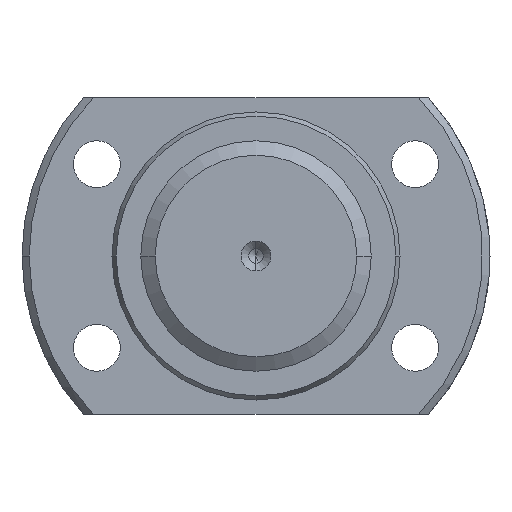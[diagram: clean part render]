
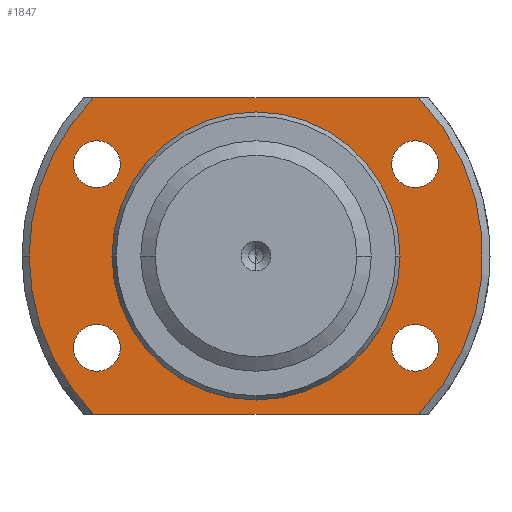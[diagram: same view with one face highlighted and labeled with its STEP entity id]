
A CAD part, left-side view. The second image highlights one B-rep face of the part: STEP entity #1847.
In plain terms, the highlighted planar face has unit normal (-1, 0, 0).
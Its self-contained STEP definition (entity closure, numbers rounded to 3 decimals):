
#4 = DIRECTION ( 'NONE',  ( 1., 0., 0. ) ) ;
#9 = CARTESIAN_POINT ( 'NONE',  ( 13.5, 20., 0. ) ) ;
#18 = EDGE_CURVE ( 'NONE', #1604, #3344, #213, .T. ) ;
#26 = CARTESIAN_POINT ( 'NONE',  ( 13.5, 0., 0. ) ) ;
#120 = ORIENTED_EDGE ( 'NONE', *, *, #3101, .F. ) ;
#155 = AXIS2_PLACEMENT_3D ( 'NONE', #3618, #2513, #487 ) ;
#209 = CARTESIAN_POINT ( 'NONE',  ( 13.5, -20., 0. ) ) ;
#213 = CIRCLE ( 'NONE', #391, 3.25 ) ;
#216 = CIRCLE ( 'NONE', #1466, 3.25 ) ;
#241 = EDGE_CURVE ( 'NONE', #2899, #2876, #1027, .T. ) ;
#266 = VECTOR ( 'NONE', #1555, 1000. ) ;
#391 = AXIS2_PLACEMENT_3D ( 'NONE', #3174, #1449, #3396 ) ;
#419 = VERTEX_POINT ( 'NONE', #1383 ) ;
#427 = CARTESIAN_POINT ( 'NONE',  ( 13.5, 0., 0. ) ) ;
#458 = PLANE ( 'NONE',  #754 ) ;
#464 = CARTESIAN_POINT ( 'NONE',  ( 13.5, 0., 0. ) ) ;
#487 = DIRECTION ( 'NONE',  ( 0., 1., 0. ) ) ;
#498 = EDGE_CURVE ( 'NONE', #2694, #1497, #1885, .T. ) ;
#522 = EDGE_CURVE ( 'NONE', #3099, #2876, #695, .T. ) ;
#525 = CIRCLE ( 'NONE', #820, 3.25 ) ;
#546 = CIRCLE ( 'NONE', #1970, 20. ) ;
#555 = DIRECTION ( 'NONE',  ( 1., 0., 0. ) ) ;
#558 = CARTESIAN_POINT ( 'NONE',  ( 13.5, 25.35, 12.75 ) ) ;
#584 = DIRECTION ( 'NONE',  ( 1., 0., 0. ) ) ;
#695 = CIRCLE ( 'NONE', #1703, 31.5 ) ;
#734 = ORIENTED_EDGE ( 'NONE', *, *, #1597, .T. ) ;
#754 = AXIS2_PLACEMENT_3D ( 'NONE', #209, #1354, #3038 ) ;
#765 = CARTESIAN_POINT ( 'NONE',  ( 13.5, 31.5, 0. ) ) ;
#775 = EDGE_CURVE ( 'NONE', #3294, #2601, #546, .T. ) ;
#786 = EDGE_LOOP ( 'NONE', ( #3126, #1692 ) ) ;
#794 = ORIENTED_EDGE ( 'NONE', *, *, #3277, .T. ) ;
#820 = AXIS2_PLACEMENT_3D ( 'NONE', #1216, #2346, #2681 ) ;
#832 = CARTESIAN_POINT ( 'NONE',  ( 13.5, 22.1, -12.75 ) ) ;
#857 = EDGE_CURVE ( 'NONE', #3344, #1604, #3131, .T. ) ;
#875 = VERTEX_POINT ( 'NONE', #765 ) ;
#887 = ORIENTED_EDGE ( 'NONE', *, *, #522, .F. ) ;
#901 = LINE ( 'NONE', #1483, #1353 ) ;
#962 = ORIENTED_EDGE ( 'NONE', *, *, #857, .T. ) ;
#1002 = ORIENTED_EDGE ( 'NONE', *, *, #18, .T. ) ;
#1027 = LINE ( 'NONE', #2107, #266 ) ;
#1093 = VERTEX_POINT ( 'NONE', #3171 ) ;
#1094 = CARTESIAN_POINT ( 'NONE',  ( 13.5, -18.85, -12.75 ) ) ;
#1215 = DIRECTION ( 'NONE',  ( 1., 0., 0. ) ) ;
#1216 = CARTESIAN_POINT ( 'NONE',  ( 13.5, 22.1, -12.75 ) ) ;
#1221 = ORIENTED_EDGE ( 'NONE', *, *, #2361, .T. ) ;
#1298 = EDGE_CURVE ( 'NONE', #875, #419, #3023, .T. ) ;
#1315 = VERTEX_POINT ( 'NONE', #1094 ) ;
#1353 = VECTOR ( 'NONE', #2560, 1000. ) ;
#1354 = DIRECTION ( 'NONE',  ( 1., 0., 0. ) ) ;
#1383 = CARTESIAN_POINT ( 'NONE',  ( 13.5, 22.544, 22. ) ) ;
#1396 = ORIENTED_EDGE ( 'NONE', *, *, #498, .T. ) ;
#1409 = AXIS2_PLACEMENT_3D ( 'NONE', #1557, #2696, #2620 ) ;
#1449 = DIRECTION ( 'NONE',  ( 1., 0., 0. ) ) ;
#1461 = CIRCLE ( 'NONE', #3547, 3.25 ) ;
#1466 = AXIS2_PLACEMENT_3D ( 'NONE', #3463, #4, #2867 ) ;
#1469 = CIRCLE ( 'NONE', #3200, 31.5 ) ;
#1470 = DIRECTION ( 'NONE',  ( 0., 1., 0. ) ) ;
#1483 = CARTESIAN_POINT ( 'NONE',  ( 13.5, -20., 22. ) ) ;
#1497 = VERTEX_POINT ( 'NONE', #3125 ) ;
#1518 = CARTESIAN_POINT ( 'NONE',  ( 13.5, -22.1, -12.75 ) ) ;
#1520 = EDGE_CURVE ( 'NONE', #1093, #2391, #2542, .T. ) ;
#1547 = EDGE_CURVE ( 'NONE', #1497, #2694, #216, .T. ) ;
#1555 = DIRECTION ( 'NONE',  ( 0., -1., 0. ) ) ;
#1557 = CARTESIAN_POINT ( 'NONE',  ( 13.5, 0., 0. ) ) ;
#1566 = DIRECTION ( 'NONE',  ( 0., 1., 0. ) ) ;
#1597 = EDGE_CURVE ( 'NONE', #2931, #1315, #1770, .T. ) ;
#1604 = VERTEX_POINT ( 'NONE', #2713 ) ;
#1692 = ORIENTED_EDGE ( 'NONE', *, *, #775, .T. ) ;
#1703 = AXIS2_PLACEMENT_3D ( 'NONE', #2015, #3469, #2281 ) ;
#1770 = CIRCLE ( 'NONE', #3258, 3.25 ) ;
#1796 = CARTESIAN_POINT ( 'NONE',  ( 13.5, 18.85, -12.75 ) ) ;
#1847 = ADVANCED_FACE ( 'NONE', ( #2167, #3630, #3054, #1927, #3305, #3012 ), #458, .F. ) ;
#1852 = ORIENTED_EDGE ( 'NONE', *, *, #1520, .T. ) ;
#1885 = CIRCLE ( 'NONE', #3314, 3.25 ) ;
#1927 = FACE_BOUND ( 'NONE', #2651, .T. ) ;
#1932 = EDGE_LOOP ( 'NONE', ( #1396, #2094 ) ) ;
#1970 = AXIS2_PLACEMENT_3D ( 'NONE', #427, #2145, #1566 ) ;
#2015 = CARTESIAN_POINT ( 'NONE',  ( 13.5, 0., 0. ) ) ;
#2044 = CARTESIAN_POINT ( 'NONE',  ( 13.5, -22.544, -22. ) ) ;
#2078 = CARTESIAN_POINT ( 'NONE',  ( 13.5, -20., 0. ) ) ;
#2094 = ORIENTED_EDGE ( 'NONE', *, *, #1547, .T. ) ;
#2095 = DIRECTION ( 'NONE',  ( 0., 1., 0. ) ) ;
#2107 = CARTESIAN_POINT ( 'NONE',  ( 13.5, -20., -22. ) ) ;
#2145 = DIRECTION ( 'NONE',  ( 1., 0., 0. ) ) ;
#2167 = FACE_BOUND ( 'NONE', #1932, .T. ) ;
#2206 = CARTESIAN_POINT ( 'NONE',  ( 13.5, 22.544, -22. ) ) ;
#2215 = EDGE_LOOP ( 'NONE', ( #962, #1002 ) ) ;
#2274 = DIRECTION ( 'NONE',  ( 0., 1., 0. ) ) ;
#2281 = DIRECTION ( 'NONE',  ( 0., 1., 0. ) ) ;
#2288 = EDGE_LOOP ( 'NONE', ( #1221, #734 ) ) ;
#2346 = DIRECTION ( 'NONE',  ( 1., 0., 0. ) ) ;
#2360 = DIRECTION ( 'NONE',  ( 1., 0., 0. ) ) ;
#2361 = EDGE_CURVE ( 'NONE', #1315, #2931, #1461, .T. ) ;
#2389 = CARTESIAN_POINT ( 'NONE',  ( 13.5, -18.85, 12.75 ) ) ;
#2391 = VERTEX_POINT ( 'NONE', #1796 ) ;
#2408 = DIRECTION ( 'NONE',  ( 1., 0., 0. ) ) ;
#2479 = AXIS2_PLACEMENT_3D ( 'NONE', #832, #555, #2274 ) ;
#2511 = DIRECTION ( 'NONE',  ( 0., 1., 0. ) ) ;
#2513 = DIRECTION ( 'NONE',  ( 1., 0., 0. ) ) ;
#2542 = CIRCLE ( 'NONE', #2479, 3.25 ) ;
#2560 = DIRECTION ( 'NONE',  ( 0., -1., 0. ) ) ;
#2601 = VERTEX_POINT ( 'NONE', #9 ) ;
#2611 = CARTESIAN_POINT ( 'NONE',  ( 13.5, 22.1, 12.75 ) ) ;
#2620 = DIRECTION ( 'NONE',  ( 0., 1., 0. ) ) ;
#2651 = EDGE_LOOP ( 'NONE', ( #1852, #794 ) ) ;
#2661 = DIRECTION ( 'NONE',  ( 0., 1., 0. ) ) ;
#2681 = DIRECTION ( 'NONE',  ( 0., 1., 0. ) ) ;
#2694 = VERTEX_POINT ( 'NONE', #558 ) ;
#2696 = DIRECTION ( 'NONE',  ( 1., 0., 0. ) ) ;
#2713 = CARTESIAN_POINT ( 'NONE',  ( 13.5, -25.35, 12.75 ) ) ;
#2740 = CARTESIAN_POINT ( 'NONE',  ( 13.5, -25.35, -12.75 ) ) ;
#2767 = ORIENTED_EDGE ( 'NONE', *, *, #1298, .F. ) ;
#2826 = CARTESIAN_POINT ( 'NONE',  ( 13.5, -22.544, 22. ) ) ;
#2867 = DIRECTION ( 'NONE',  ( 0., 1., 0. ) ) ;
#2868 = EDGE_CURVE ( 'NONE', #2899, #875, #1469, .T. ) ;
#2876 = VERTEX_POINT ( 'NONE', #2044 ) ;
#2882 = CARTESIAN_POINT ( 'NONE',  ( 13.5, -22.1, -12.75 ) ) ;
#2899 = VERTEX_POINT ( 'NONE', #2206 ) ;
#2920 = DIRECTION ( 'NONE',  ( 0., 1., 0. ) ) ;
#2931 = VERTEX_POINT ( 'NONE', #2740 ) ;
#2972 = CIRCLE ( 'NONE', #1409, 20. ) ;
#3012 = FACE_OUTER_BOUND ( 'NONE', #3574, .T. ) ;
#3023 = CIRCLE ( 'NONE', #3490, 31.5 ) ;
#3038 = DIRECTION ( 'NONE',  ( 0., 1., 0. ) ) ;
#3054 = FACE_BOUND ( 'NONE', #2288, .T. ) ;
#3099 = VERTEX_POINT ( 'NONE', #2826 ) ;
#3101 = EDGE_CURVE ( 'NONE', #419, #3099, #901, .T. ) ;
#3125 = CARTESIAN_POINT ( 'NONE',  ( 13.5, 18.85, 12.75 ) ) ;
#3126 = ORIENTED_EDGE ( 'NONE', *, *, #3283, .T. ) ;
#3131 = CIRCLE ( 'NONE', #155, 3.25 ) ;
#3171 = CARTESIAN_POINT ( 'NONE',  ( 13.5, 25.35, -12.75 ) ) ;
#3174 = CARTESIAN_POINT ( 'NONE',  ( 13.5, -22.1, 12.75 ) ) ;
#3200 = AXIS2_PLACEMENT_3D ( 'NONE', #26, #2360, #1470 ) ;
#3258 = AXIS2_PLACEMENT_3D ( 'NONE', #1518, #2408, #2661 ) ;
#3277 = EDGE_CURVE ( 'NONE', #2391, #1093, #525, .T. ) ;
#3283 = EDGE_CURVE ( 'NONE', #2601, #3294, #2972, .T. ) ;
#3294 = VERTEX_POINT ( 'NONE', #2078 ) ;
#3305 = FACE_BOUND ( 'NONE', #786, .T. ) ;
#3314 = AXIS2_PLACEMENT_3D ( 'NONE', #2611, #584, #2920 ) ;
#3344 = VERTEX_POINT ( 'NONE', #2389 ) ;
#3396 = DIRECTION ( 'NONE',  ( 0., 1., 0. ) ) ;
#3463 = CARTESIAN_POINT ( 'NONE',  ( 13.5, 22.1, 12.75 ) ) ;
#3464 = ORIENTED_EDGE ( 'NONE', *, *, #241, .T. ) ;
#3469 = DIRECTION ( 'NONE',  ( 1., 0., 0. ) ) ;
#3490 = AXIS2_PLACEMENT_3D ( 'NONE', #464, #3594, #2511 ) ;
#3547 = AXIS2_PLACEMENT_3D ( 'NONE', #2882, #1215, #2095 ) ;
#3558 = ORIENTED_EDGE ( 'NONE', *, *, #2868, .F. ) ;
#3574 = EDGE_LOOP ( 'NONE', ( #120, #2767, #3558, #3464, #887 ) ) ;
#3594 = DIRECTION ( 'NONE',  ( 1., 0., 0. ) ) ;
#3618 = CARTESIAN_POINT ( 'NONE',  ( 13.5, -22.1, 12.75 ) ) ;
#3630 = FACE_BOUND ( 'NONE', #2215, .T. ) ;
